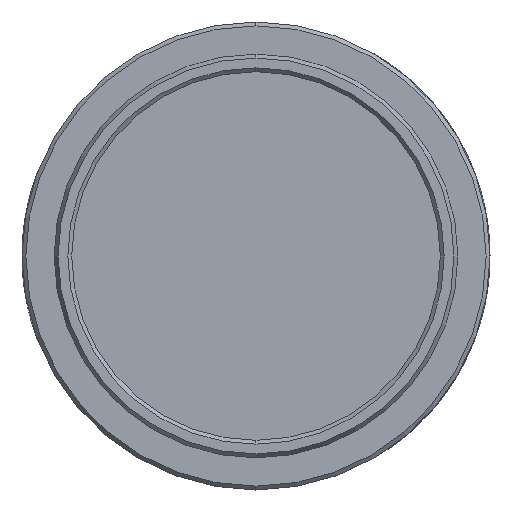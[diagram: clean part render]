
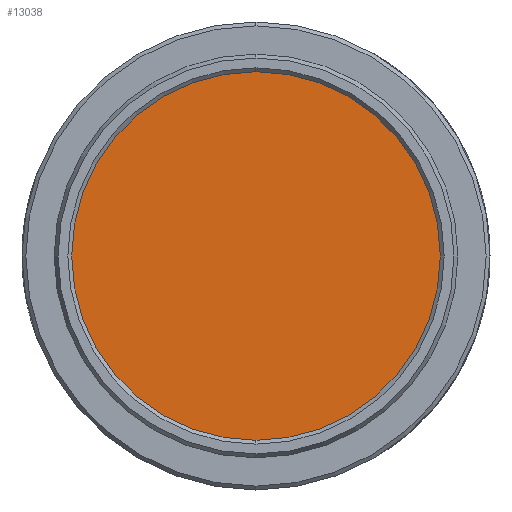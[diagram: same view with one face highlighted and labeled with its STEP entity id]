
A CAD part, left-side view. The second image highlights one B-rep face of the part: STEP entity #13038.
In plain terms, the highlighted planar face has unit normal (-1, 0, 0).
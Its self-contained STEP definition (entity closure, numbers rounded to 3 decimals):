
#266 = AXIS2_PLACEMENT_3D ( 'NONE', #13617, #6697, #14786 ) ;
#3017 = PLANE ( 'NONE',  #11712 ) ;
#4000 = FACE_OUTER_BOUND ( 'NONE', #5269, .T. ) ;
#4306 = DIRECTION ( 'NONE',  ( 0., 0., -1. ) ) ;
#4605 = CARTESIAN_POINT ( 'NONE',  ( -1.905, 0., 0. ) ) ;
#4876 = EDGE_CURVE ( 'NONE', #10065, #12295, #9667, .T. ) ;
#5269 = EDGE_LOOP ( 'NONE', ( #6701, #10916 ) ) ;
#5768 = DIRECTION ( 'NONE',  ( 0., 0., -1. ) ) ;
#6331 = CIRCLE ( 'NONE', #266, 12.45 ) ;
#6578 = CARTESIAN_POINT ( 'NONE',  ( -1.905, 0., 0. ) ) ;
#6697 = DIRECTION ( 'NONE',  ( -1., 0., 0. ) ) ;
#6701 = ORIENTED_EDGE ( 'NONE', *, *, #14130, .T. ) ;
#7762 = CARTESIAN_POINT ( 'NONE',  ( -1.905, 0., -12.45 ) ) ;
#8629 = CARTESIAN_POINT ( 'NONE',  ( -1.905, 0., 12.45 ) ) ;
#9667 = CIRCLE ( 'NONE', #14036, 12.45 ) ;
#10065 = VERTEX_POINT ( 'NONE', #8629 ) ;
#10916 = ORIENTED_EDGE ( 'NONE', *, *, #4876, .T. ) ;
#11211 = DIRECTION ( 'NONE',  ( 1., 0., 0. ) ) ;
#11712 = AXIS2_PLACEMENT_3D ( 'NONE', #6578, #11211, #4306 ) ;
#12295 = VERTEX_POINT ( 'NONE', #7762 ) ;
#12673 = DIRECTION ( 'NONE',  ( -1., 0., 0. ) ) ;
#13038 = ADVANCED_FACE ( 'NONE', ( #4000 ), #3017, .F. ) ;
#13617 = CARTESIAN_POINT ( 'NONE',  ( -1.905, 0., 0. ) ) ;
#14036 = AXIS2_PLACEMENT_3D ( 'NONE', #4605, #12673, #5768 ) ;
#14130 = EDGE_CURVE ( 'NONE', #12295, #10065, #6331, .T. ) ;
#14786 = DIRECTION ( 'NONE',  ( 0., 0., -1. ) ) ;
